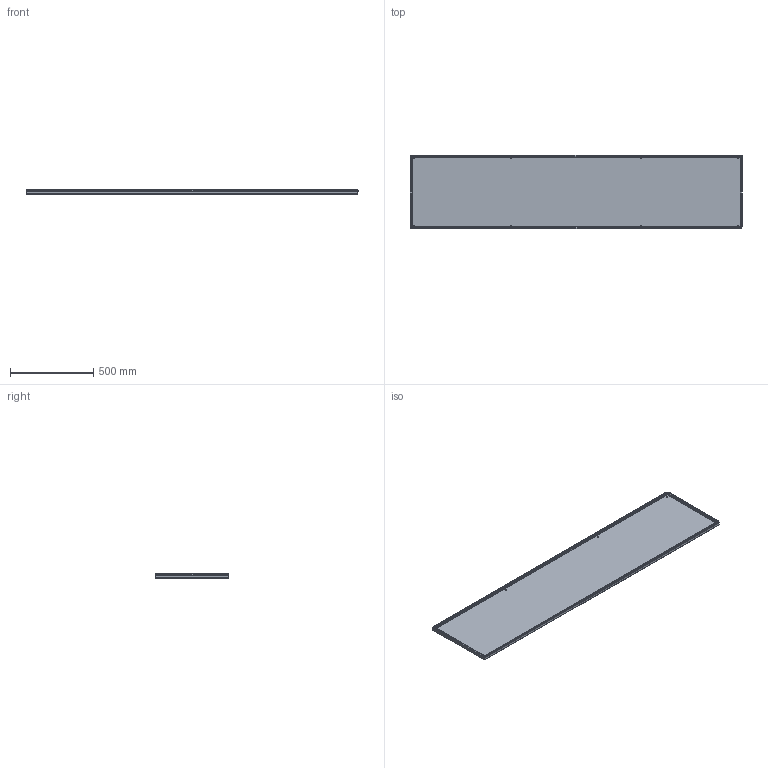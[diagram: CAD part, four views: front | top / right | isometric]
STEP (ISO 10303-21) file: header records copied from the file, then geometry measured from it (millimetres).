
FILE_DESCRIPTION (( 'STEP AP214' ), '1' );
FILE_NAME ('Ñòåíêà áîêîâàÿ 2000õ450 IP54.STEP', '2022-04-04T09:00:25', ( '' ), ( '' ), 'SwSTEP 2.0', 'SolidWorks 2021', '' );
FILE_SCHEMA (( 'AUTOMOTIVE_DESIGN' ));
Length unit declared in the file: millimetre
Products named in the file (3): Ñòåíêà áîêîâàÿ  2000õ450 IP54; ÓÊ ÌÈ-2029 íà áîêîâóþ ñòåíêó; ÌÈ-2029.03.00.001 Ñòåíêà áîêîâàÿ
Assembly tree (2 placements, depth 2):
  Ñòåíêà áîêîâàÿ  2000õ450 IP54
    ÌÈ-2029.03.00.001 Ñòåíêà áîêîâàÿ
    ÓÊ ÌÈ-2029 íà áîêîâóþ ñòåíêó
Bounding box: 1992 x 442 x 25 mm (x, y, z)
Volume: 1327658 mm3; surface area: 2175344.9 mm2
Topology: 2 solids, 2 shells, 120 faces, 268 edges, 152 vertices
Faces by surface type: cylinder 48, plane 48, bspline 16, torus 8
Entity records: 4248 total; most frequent: CARTESIAN_POINT 1545, ORIENTED_EDGE 536, DIRECTION 520, EDGE_CURVE 268, AXIS2_PLACEMENT_3D 179, VECTOR 162, LINE 162, VERTEX_POINT 152
